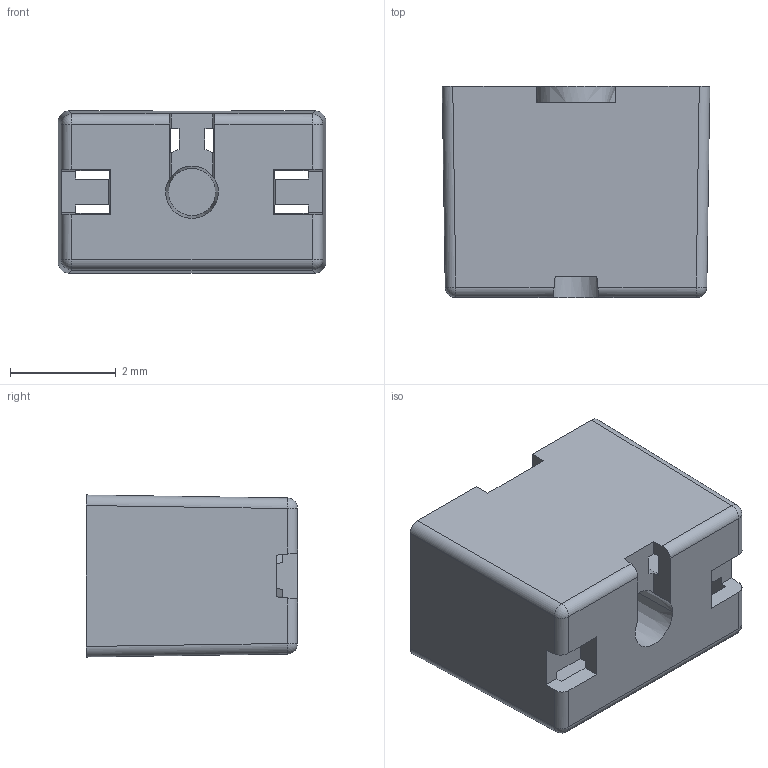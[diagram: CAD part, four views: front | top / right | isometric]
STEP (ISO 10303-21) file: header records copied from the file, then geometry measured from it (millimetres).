
FILE_DESCRIPTION(('FreeCAD Model'),'2;1');
FILE_NAME( '146235-0001.step', '2020-11-12T15:08:55',('Author'),(''), 'Open CASCADE STEP processor 7.3','FreeCAD','Unknown');
FILE_SCHEMA(('AUTOMOTIVE_DESIGN { 1 0 10303 214 1 1 1 1 }'));
Length unit declared in the file: millimetre
Products named in the file (3): 1462350001; SOLID; COMPOUND
Assembly tree (2 placements, depth 2):
  1462350001
    SOLID
    COMPOUND
Bounding box: 5.07 x 4 x 3.07 mm (x, y, z)
Volume: 30 mm3; surface area: 183.2 mm2
Topology: 1 solids, 1 shells, 61 faces, 212 edges, 194 vertices
Faces by surface type: plane 41, cylinder 11, cone 5, sphere 4
Entity records: 5845 total; most frequent: CARTESIAN_POINT 1824, DIRECTION 673, LINE 484, VECTOR 484, ORIENTED_EDGE 390, PCURVE 390, DEFINITIONAL_REPRESENTATION 390, EDGE_CURVE 195
